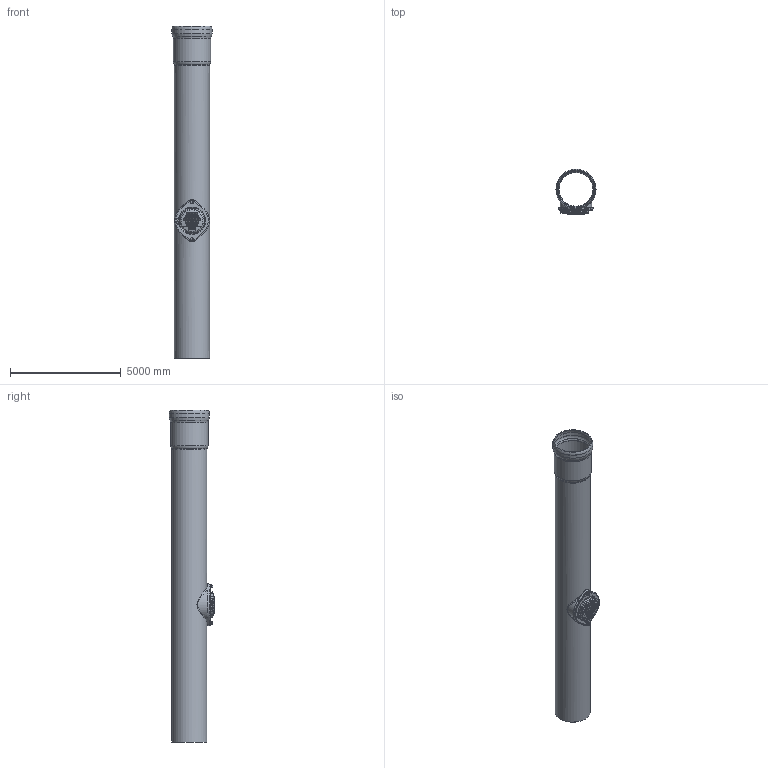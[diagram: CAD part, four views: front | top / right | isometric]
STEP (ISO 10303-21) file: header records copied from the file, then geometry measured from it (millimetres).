
FILE_DESCRIPTION(/* description */ (''),/* implementation_level */ '2;1');
FILE_NAME(/* name */ '55154.150X_3D.stp',/* time_stamp */ '2025-03-20T09:45:17+01:00',/* author */ ('CAD'),/* organization */ (''),/* preprocessor_version */ 'ST-DEVELOPER v20',/* originating_system */ 'AutoCAD Mechanical',/* authorisation */ '');
FILE_SCHEMA (('AUTOMOTIVE_DESIGN { 1 0 10303 214 3 1 1 }'));
Length unit declared in the file: centimetre
Products named in the file (3): Product; 1; *S1
Assembly tree (2 placements, depth 2):
  Product
    1
    *S1
Bounding box: 1810 x 2052.75 x 15000 mm (x, y, z)
Volume: 2018011165.7 mm3; surface area: 161835898.3 mm2
Topology: 13 solids, 15 shells, 890 faces, 2261 edges, 1394 vertices
Faces by surface type: bspline 353, plane 252, cone 167, cylinder 73, torus 31, sphere 14
Full cylindrical faces by diameter (mm): 70 x4, 80 x2, 100 x2, 980 x2, 1020.084 x1, 1240 x1, 1370 x1, 1420 x1, 1500 x1, 1540 x1, 1590 x1, 1640 x1, 1690 x1, 1810 x1
Entity records: 49203 total; most frequent: CARTESIAN_POINT 30073, ORIENTED_EDGE 4326, DIRECTION 3273, EDGE_CURVE 2163, LINE 1431, VECTOR 1431, VERTEX_POINT 1394, AXIS2_PLACEMENT_3D 921
